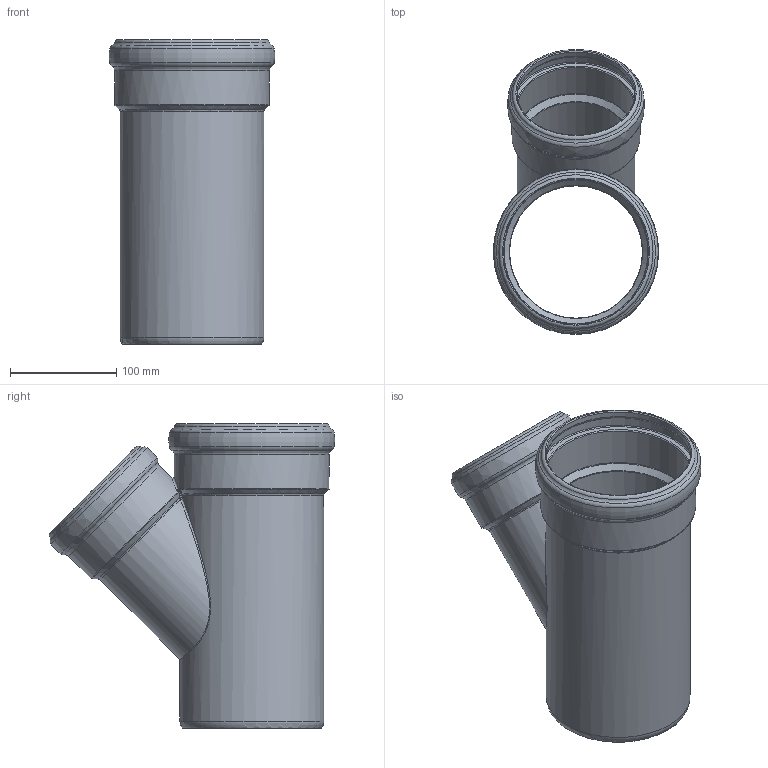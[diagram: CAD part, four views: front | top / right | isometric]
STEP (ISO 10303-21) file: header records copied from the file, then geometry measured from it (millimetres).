
FILE_DESCRIPTION(/* description */ (''),/* implementation_level */ '2;1');
FILE_NAME(/* name */ '336210 SKOLANsafeEA Abzweiger DN_OD 135_110_45°.stp',/* time_stamp */ '2018-01-09T14:04:25+01:00',/* author */ ('user1'),/* organization */ (''),/* preprocessor_version */ 'ST-DEVELOPER v16.1',/* originating_system */ 'Autodesk Inventor 2016',/* authorisation */ '');
FILE_SCHEMA (('AUTOMOTIVE_DESIGN { 1 0 10303 214 3 1 1 }'));
Length unit declared in the file: millimetre
Products named in the file (1): 336210 SKOLANsafeEA Abzweiger DN_OD 135_110_45°
Bounding box: 155.58 x 267.92 x 286.5 mm (x, y, z)
Volume: 803230.6 mm3; surface area: 321318 mm2
Topology: 1 solids, 1 shells, 69 faces, 159 edges, 89 vertices
Faces by surface type: torus 30, bspline 17, cylinder 13, cone 8, plane 1
Full cylindrical faces by diameter (mm): 99.7 x1, 110.8 x1, 111 x1, 120.4 x1, 120.9 x1, 124.7 x1, 135.3 x1, 135.8 x1, 136.1 x1, 145.4 x1, 147.7 x1
Entity records: 2593 total; most frequent: CARTESIAN_POINT 1352, DIRECTION 242, ORIENTED_EDGE 206, AXIS2_PLACEMENT_3D 121, EDGE_LOOP 113, EDGE_CURVE 103, VERTEX_POINT 78, CIRCLE 69
